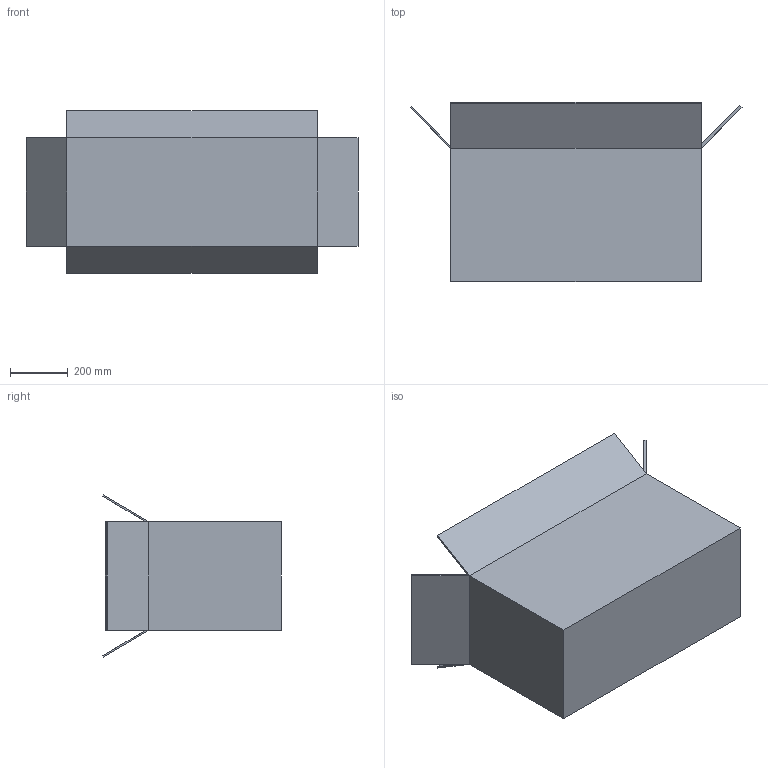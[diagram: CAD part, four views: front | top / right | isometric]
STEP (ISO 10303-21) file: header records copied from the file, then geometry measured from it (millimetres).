
FILE_DESCRIPTION (( 'STEP AP214' ), '1' );
FILE_NAME ('MS001-C.07.004ZB.1.1 MS001-B儂迮旋婦蚾祧眊.step', '2021-08-27T12:19:52', ( '' ), ( '' ), 'SwSTEP 2.0', 'SolidWorks 2016', '' );
FILE_SCHEMA (( 'AUTOMOTIVE_DESIGN' ));
Length unit declared in the file: millimetre
Products named in the file (1): MS001-C.07.004ZB.1.1 MS001-B儂迮旋婦蚾祧眊
Bounding box: 1147.84 x 618.21 x 561.33 mm (x, y, z)
Volume: 9912220.7 mm3; surface area: 3865133.4 mm2
Topology: 2 solids, 2 shells, 35 faces, 84 edges, 52 vertices
Faces by surface type: plane 35
Entity records: 1029 total; most frequent: CARTESIAN_POINT 172, ORIENTED_EDGE 168, DIRECTION 156, EDGE_CURVE 84, VECTOR 84, LINE 84, VERTEX_POINT 52, EDGE_LOOP 36
